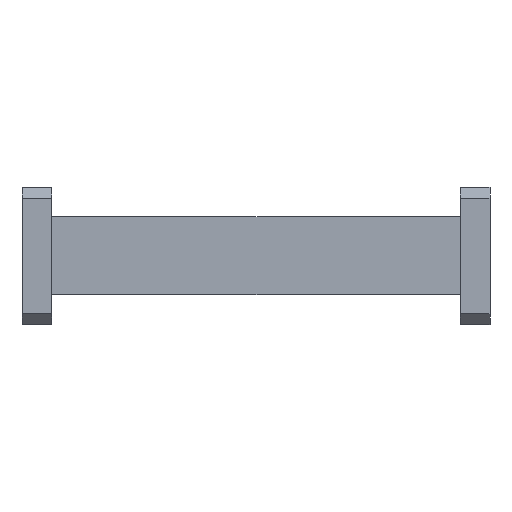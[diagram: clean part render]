
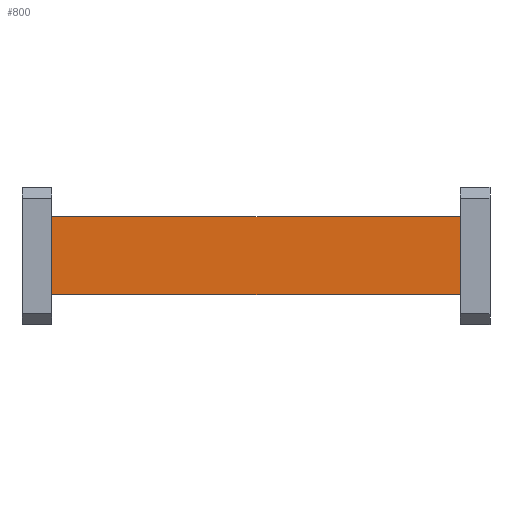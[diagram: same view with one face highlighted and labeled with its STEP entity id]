
A CAD part, front view. The second image highlights one B-rep face of the part: STEP entity #800.
In plain terms, the highlighted planar face has unit normal (0, -1, 0).
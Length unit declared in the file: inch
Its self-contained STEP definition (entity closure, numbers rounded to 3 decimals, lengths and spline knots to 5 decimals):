
#94 = ORIENTED_EDGE ( 'NONE', *, *, #1546, .T. ) ;
#111 = AXIS2_PLACEMENT_3D ( 'NONE', #1426, #280, #717 ) ;
#155 = EDGE_CURVE ( 'NONE', #739, #790, #181, .T. ) ;
#181 = LINE ( 'NONE', #949, #406 ) ;
#280 = DIRECTION ( 'NONE',  ( 0., 1., 0. ) ) ;
#309 = ORIENTED_EDGE ( 'NONE', *, *, #481, .F. ) ;
#403 = VECTOR ( 'NONE', #932, 39.37008 ) ;
#406 = VECTOR ( 'NONE', #836, 39.37008 ) ;
#440 = EDGE_CURVE ( 'NONE', #739, #1569, #947, .T. ) ;
#460 = CARTESIAN_POINT ( 'NONE',  ( 0.19, -0.125, -0.25 ) ) ;
#481 = EDGE_CURVE ( 'NONE', #790, #635, #1469, .T. ) ;
#501 = CARTESIAN_POINT ( 'NONE',  ( 2.81, -0.125, 0.25 ) ) ;
#544 = EDGE_LOOP ( 'NONE', ( #94, #309, #613, #1393 ) ) ;
#588 = VECTOR ( 'NONE', #1407, 39.37008 ) ;
#613 = ORIENTED_EDGE ( 'NONE', *, *, #155, .F. ) ;
#635 = VERTEX_POINT ( 'NONE', #460 ) ;
#686 = CARTESIAN_POINT ( 'NONE',  ( 2.81, -0.125, 0.25 ) ) ;
#717 = DIRECTION ( 'NONE',  ( 0., 0., 1. ) ) ;
#739 = VERTEX_POINT ( 'NONE', #501 ) ;
#774 = CARTESIAN_POINT ( 'NONE',  ( 2.81, -0.125, -0.25 ) ) ;
#790 = VERTEX_POINT ( 'NONE', #774 ) ;
#800 = ADVANCED_FACE ( 'NONE', ( #1547 ), #904, .F. ) ;
#836 = DIRECTION ( 'NONE',  ( 0., 0., -1. ) ) ;
#898 = CARTESIAN_POINT ( 'NONE',  ( 0.19, -0.125, 0.25 ) ) ;
#904 = PLANE ( 'NONE',  #111 ) ;
#932 = DIRECTION ( 'NONE',  ( -1., 0., 0. ) ) ;
#947 = LINE ( 'NONE', #686, #1235 ) ;
#949 = CARTESIAN_POINT ( 'NONE',  ( 2.81, -0.125, -0.25 ) ) ;
#1027 = LINE ( 'NONE', #1541, #588 ) ;
#1235 = VECTOR ( 'NONE', #1444, 39.37008 ) ;
#1393 = ORIENTED_EDGE ( 'NONE', *, *, #440, .T. ) ;
#1407 = DIRECTION ( 'NONE',  ( 0., 0., -1. ) ) ;
#1426 = CARTESIAN_POINT ( 'NONE',  ( 2.81, -0.125, -0.25 ) ) ;
#1444 = DIRECTION ( 'NONE',  ( -1., 0., 0. ) ) ;
#1469 = LINE ( 'NONE', #1590, #403 ) ;
#1541 = CARTESIAN_POINT ( 'NONE',  ( 0.19, -0.125, -0.25 ) ) ;
#1546 = EDGE_CURVE ( 'NONE', #1569, #635, #1027, .T. ) ;
#1547 = FACE_OUTER_BOUND ( 'NONE', #544, .T. ) ;
#1569 = VERTEX_POINT ( 'NONE', #898 ) ;
#1590 = CARTESIAN_POINT ( 'NONE',  ( 2.81, -0.125, -0.25 ) ) ;
